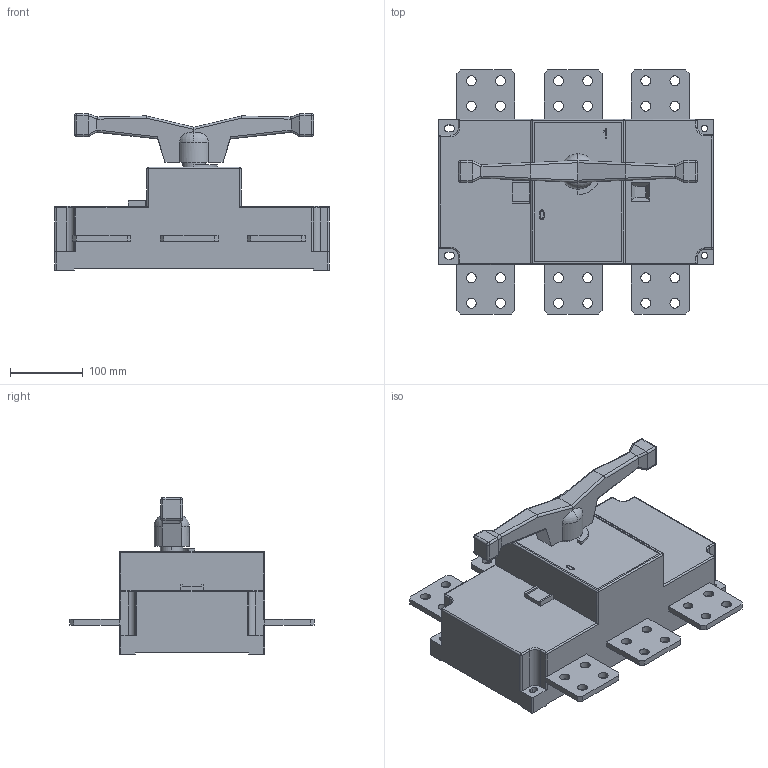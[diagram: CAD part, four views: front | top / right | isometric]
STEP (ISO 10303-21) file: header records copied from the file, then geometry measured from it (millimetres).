
FILE_DESCRIPTION (( 'STEP AP203' ), '1' );
FILE_NAME ('Ðóáèëüíèê-âûêëþ÷àòåëü PowerSwitch 1250_3 EKF PROxima (psds-1250-3).STEP', '2021-10-27T09:02:56', ( '' ), ( '' ), 'SwSTEP 2.0', 'SolidWorks 2021', '' );
FILE_SCHEMA (( 'CONFIG_CONTROL_DESIGN' ));
Length unit declared in the file: millimetre
Products named in the file (3): Ðóêîÿòêà äëÿ PowerSwitch 1250_3 (psds-1250-3)_00; Ðóáèëüíèê-âûêëþ÷àòåëü PowerSwitch 1250_3 EKF PROxima (psds-1250-3); Êîðïóñ äëÿ PowerSwitch 1250_3 (psds-1250-3)_00
Assembly tree (2 placements, depth 2):
  Ðóáèëüíèê-âûêëþ÷àòåëü PowerSwitch 1250_3 EKF PROxima (psds-1250-3)
    Êîðïóñ äëÿ PowerSwitch 1250_3 (psds-1250-3)_00
    Ðóêîÿòêà äëÿ PowerSwitch 1250_3 (psds-1250-3)_00
Bounding box: 378 x 336 x 215.5 mm (x, y, z)
Volume: 8281582.6 mm3; surface area: 407217.7 mm2
Topology: 2 solids, 2 shells, 342 faces, 913 edges, 569 vertices
Faces by surface type: plane 154, cylinder 149, sphere 20, bspline 11, torus 8
Entity records: 11753 total; most frequent: CARTESIAN_POINT 2998, ORIENTED_EDGE 1786, DIRECTION 1722, EDGE_CURVE 893, AXIS2_PLACEMENT_3D 585, VERTEX_POINT 569, LINE 552, VECTOR 552
